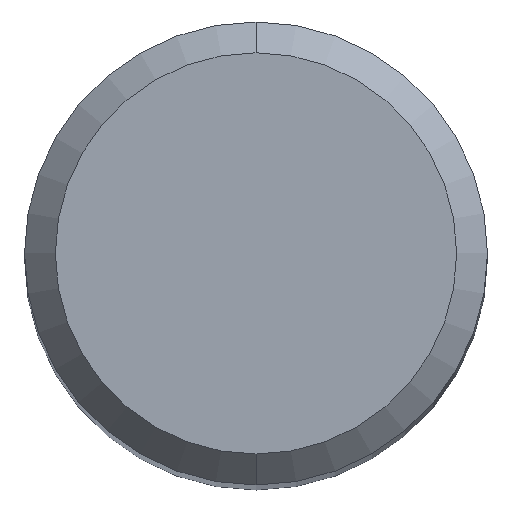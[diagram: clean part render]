
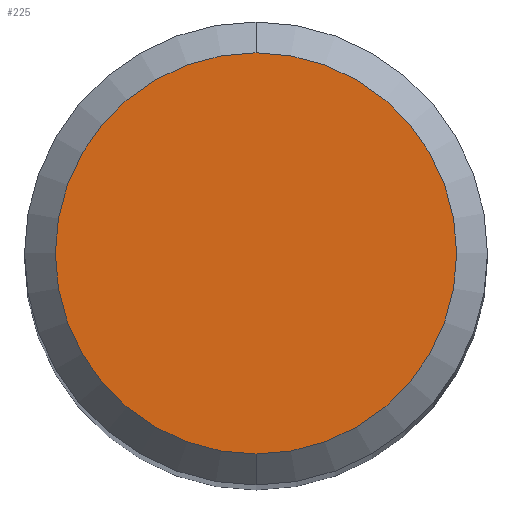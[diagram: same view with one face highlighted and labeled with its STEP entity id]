
A CAD part, top view. The second image highlights one B-rep face of the part: STEP entity #225.
In plain terms, the highlighted planar face has unit normal (0, 0, 1).
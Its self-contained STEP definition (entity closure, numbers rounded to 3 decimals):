
#225=ADVANCED_FACE('',(#521),#522,.T.);
#323=EDGE_CURVE('',#337,#423,#628,.T.);
#337=VERTEX_POINT('',#643);
#423=VERTEX_POINT('',#741);
#427=EDGE_CURVE('',#423,#337,#745,.T.);
#521=FACE_OUTER_BOUND('',#943,.T.);
#522=PLANE('',#944);
#628=CIRCLE('',#1152,2.6);
#643=CARTESIAN_POINT('',(0.0,2.6,36.567));
#741=CARTESIAN_POINT('',(0.,-2.6,36.567));
#745=CIRCLE('',#1383,2.6);
#943=EDGE_LOOP('',(#1458,#1459));
#944=AXIS2_PLACEMENT_3D('',#1460,#1461,#1462);
#1152=AXIS2_PLACEMENT_3D('',#1562,#1563,#1564);
#1383=AXIS2_PLACEMENT_3D('',#1724,#1725,#1726);
#1458=ORIENTED_EDGE('',*,*,#323,.F.);
#1459=ORIENTED_EDGE('',*,*,#427,.F.);
#1460=CARTESIAN_POINT('',(0.0,1.3,36.567));
#1461=DIRECTION('',(-0.0,0.0,1.0));
#1462=DIRECTION('',(0.0,-1.0,0.0));
#1562=CARTESIAN_POINT('',(0.0,0.0,36.567));
#1563=DIRECTION('',(0.0,0.0,-1.0));
#1564=DIRECTION('',(0.0,1.0,0.0));
#1724=CARTESIAN_POINT('',(0.0,0.0,36.567));
#1725=DIRECTION('',(0.0,0.0,-1.0));
#1726=DIRECTION('',(0.0,1.0,0.0));
